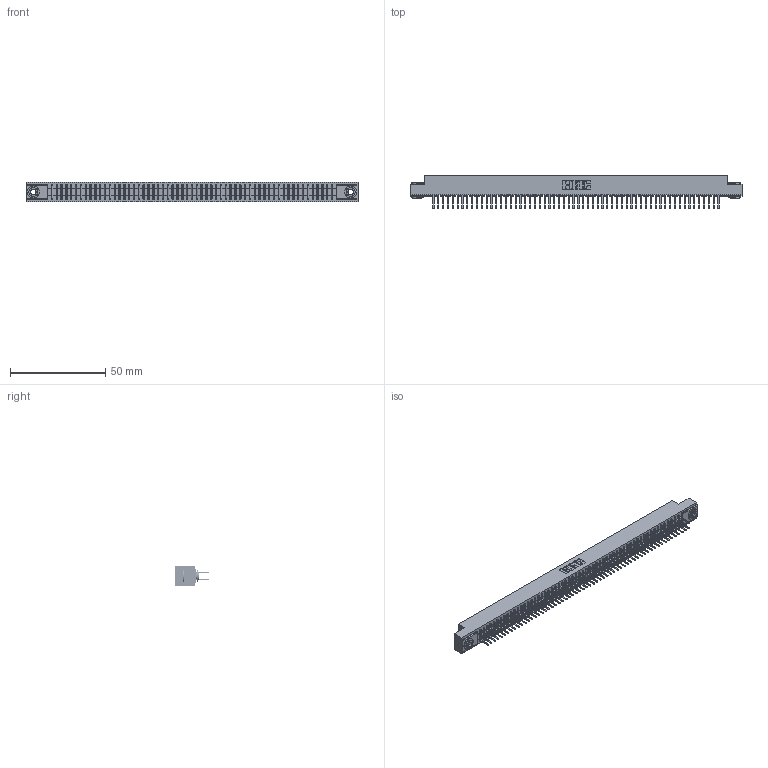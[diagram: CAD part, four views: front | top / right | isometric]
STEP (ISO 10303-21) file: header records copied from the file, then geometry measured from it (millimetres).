
FILE_DESCRIPTION (( 'STEP AP203' ), '1' );
FILE_NAME ('341-120-521-203.STEP', '2018-08-08T14:48:57', ( '' ), ( '' ), 'SwSTEP 2.0', 'SolidWorks 2016', '' );
FILE_SCHEMA (( 'CONFIG_CONTROL_DESIGN' ));
Length unit declared in the file: inch
Products named in the file (4): 341 Part_.156 (3.96) Dia Mounting Holes; 341-292-001_341-292-121; 345-250-002_345-250-002-102; 341-120-521-203
Assembly tree (123 placements, depth 2):
  341-120-521-203
    341 Part_.156 (3.96) Dia Mounting Holes
    341-292-001_341-292-121  x120
    345-250-002_345-250-002-102  x2
Bounding box: 174.62 x 17.7 x 10.16 mm (x, y, z)
Volume: 13003.3 mm3; surface area: 24423.6 mm2
Topology: 123 solids, 123 shells, 8088 faces, 23408 edges, 15158 vertices
Faces by surface type: plane 4892, cylinder 2948, sphere 122, torus 118, cone 8
Entity records: 71280 total; most frequent: CARTESIAN_POINT 11829, ORIENTED_EDGE 11748, DIRECTION 11482, EDGE_CURVE 5874, VECTOR 4756, LINE 4756, VERTEX_POINT 3710, AXIS2_PLACEMENT_3D 3363
